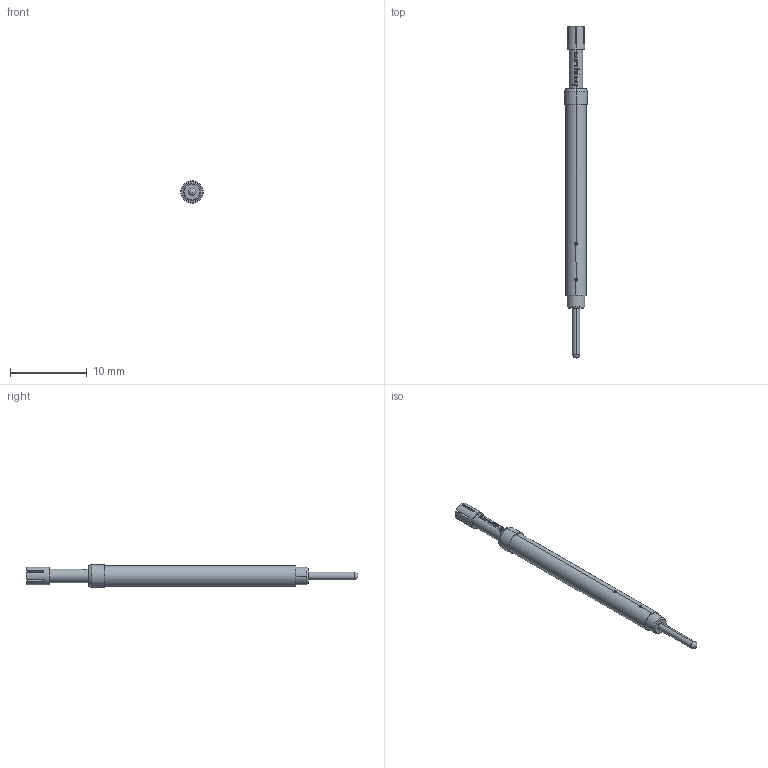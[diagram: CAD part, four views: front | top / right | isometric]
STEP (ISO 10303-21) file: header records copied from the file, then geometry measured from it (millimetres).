
FILE_DESCRIPTION (( 'STEP AP203' ), '1' );
FILE_NAME ('INGUN_SKS-415_319_230_A_xx02_E.STEP', '2022-02-18T10:00:26', ( 'ochi' ), ( '' ), 'SwSTEP 2.0', 'SolidWorks 2018', '' );
FILE_SCHEMA (( 'CONFIG_CONTROL_DESIGN' ));
Length unit declared in the file: millimetre
Products named in the file (1): INGUN_SKS-415_319_230_A_xx02_E
Bounding box: 3 x 43.3 x 3 mm (x, y, z)
Volume: 184.6 mm3; surface area: 343 mm2
Topology: 1 solids, 1 shells, 131 faces, 368 edges, 244 vertices
Faces by surface type: plane 62, bspline 30, cylinder 22, cone 16, sphere 1
Entity records: 5630 total; most frequent: CARTESIAN_POINT 2431, ORIENTED_EDGE 730, DIRECTION 547, EDGE_CURVE 365, VERTEX_POINT 242, AXIS2_PLACEMENT_3D 214, EDGE_LOOP 137, B_SPLINE_CURVE_WITH_KNOTS 134
